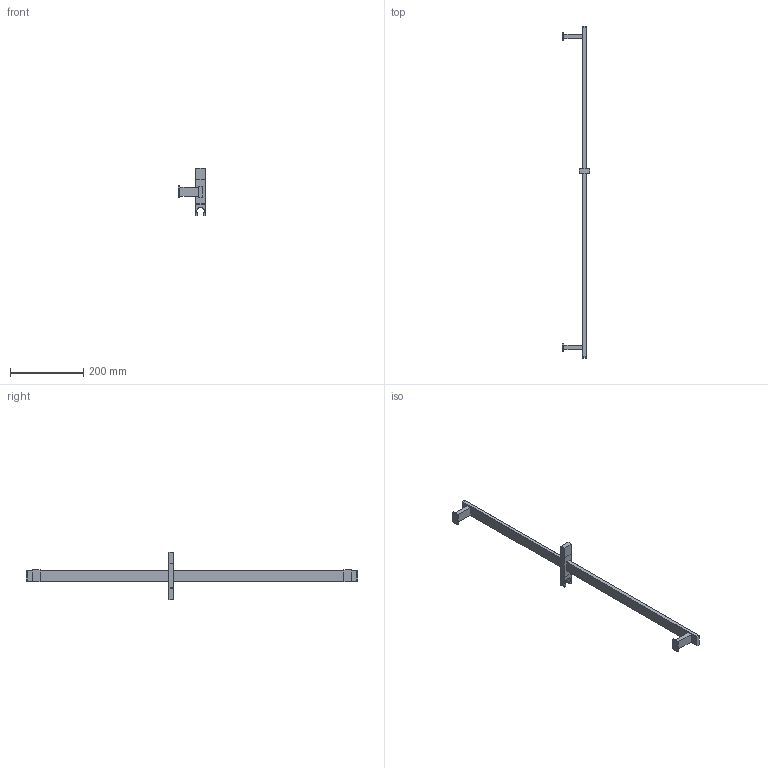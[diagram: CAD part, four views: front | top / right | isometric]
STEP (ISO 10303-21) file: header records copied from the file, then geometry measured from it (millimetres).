
FILE_DESCRIPTION((''),'2;1');
FILE_NAME('ZSAL117CR','2021-05-05T09:32:01',('ut3'),('PAFFONI SpA'),'CREO PARAMETRIC BY PTC INC, 2020044','CREO PARAMETRIC BY PTC INC, 2020044','');
FILE_SCHEMA(('CONFIG_CONTROL_DESIGN','SHAPE_APPEARANCE_LAYERS_GROUPS'));
Length unit declared in the file: millimetre
Products named in the file (1): ZSAL117CR
Bounding box: 73.75 x 906.4 x 131 mm (x, y, z)
Surface area: 91238.1 mm2 (no closed solid volume)
Topology: 0 solids, 5 shells, 105 faces, 312 edges, 198 vertices
Faces by surface type: plane 61, cylinder 39, extrusion 2, torus 2, cone 1
Entity records: 4196 total; most frequent: CARTESIAN_POINT 635, DIRECTION 612, ORIENTED_EDGE 480, EDGE_CURVE 312, VECTOR 214, LINE 212, AXIS2_PLACEMENT_3D 199, VERTEX_POINT 198
